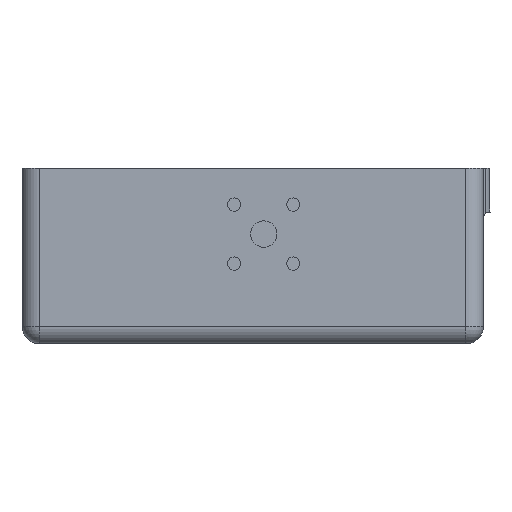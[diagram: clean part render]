
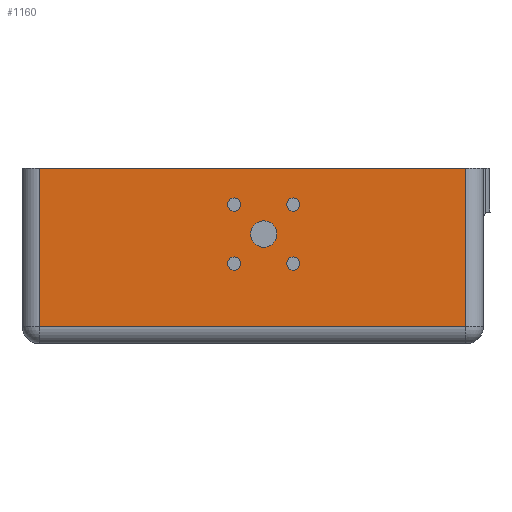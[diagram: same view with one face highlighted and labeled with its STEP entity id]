
A CAD part, left-side view. The second image highlights one B-rep face of the part: STEP entity #1160.
In plain terms, the highlighted planar face has unit normal (-1, 0, 0).
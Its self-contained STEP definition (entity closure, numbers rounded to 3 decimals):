
#239 = VERTEX_POINT('',#240);
#240 = CARTESIAN_POINT('',(-135.,51.,40.));
#247 = EDGE_CURVE('',#239,#248,#250,.T.);
#248 = VERTEX_POINT('',#249);
#249 = CARTESIAN_POINT('',(-135.,-46.,40.));
#250 = LINE('',#251,#252);
#251 = CARTESIAN_POINT('',(-135.,55.,40.));
#252 = VECTOR('',#253,1.);
#253 = DIRECTION('',(0.,-1.,0.));
#1086 = EDGE_CURVE('',#1087,#248,#1089,.T.);
#1087 = VERTEX_POINT('',#1088);
#1088 = CARTESIAN_POINT('',(-135.,-46.,4.));
#1089 = LINE('',#1090,#1091);
#1090 = CARTESIAN_POINT('',(-135.,-46.,0.));
#1091 = VECTOR('',#1092,1.);
#1092 = DIRECTION('',(0.,0.,1.));
#1160 = ADVANCED_FACE('',(#1161,#1179,#1190,#1201,#1212,#1223),#1234,.F.
  );
#1161 = FACE_BOUND('',#1162,.F.);
#1162 = EDGE_LOOP('',(#1163,#1164,#1165,#1173));
#1163 = ORIENTED_EDGE('',*,*,#247,.T.);
#1164 = ORIENTED_EDGE('',*,*,#1086,.F.);
#1165 = ORIENTED_EDGE('',*,*,#1166,.F.);
#1166 = EDGE_CURVE('',#1167,#1087,#1169,.T.);
#1167 = VERTEX_POINT('',#1168);
#1168 = CARTESIAN_POINT('',(-135.,51.,4.));
#1169 = LINE('',#1170,#1171);
#1170 = CARTESIAN_POINT('',(-135.,55.,4.));
#1171 = VECTOR('',#1172,1.);
#1172 = DIRECTION('',(0.,-1.,0.));
#1173 = ORIENTED_EDGE('',*,*,#1174,.T.);
#1174 = EDGE_CURVE('',#1167,#239,#1175,.T.);
#1175 = LINE('',#1176,#1177);
#1176 = CARTESIAN_POINT('',(-135.,51.,0.));
#1177 = VECTOR('',#1178,1.);
#1178 = DIRECTION('',(0.,0.,1.));
#1179 = FACE_BOUND('',#1180,.F.);
#1180 = EDGE_LOOP('',(#1181));
#1181 = ORIENTED_EDGE('',*,*,#1182,.T.);
#1182 = EDGE_CURVE('',#1183,#1183,#1185,.T.);
#1183 = VERTEX_POINT('',#1184);
#1184 = CARTESIAN_POINT('',(-135.,5.218,31.718));
#1185 = CIRCLE('',#1186,1.5);
#1186 = AXIS2_PLACEMENT_3D('',#1187,#1188,#1189);
#1187 = CARTESIAN_POINT('',(-135.,6.718,31.718));
#1188 = DIRECTION('',(-1.,0.,0.));
#1189 = DIRECTION('',(0.,-1.,0.));
#1190 = FACE_BOUND('',#1191,.F.);
#1191 = EDGE_LOOP('',(#1192));
#1192 = ORIENTED_EDGE('',*,*,#1193,.T.);
#1193 = EDGE_CURVE('',#1194,#1194,#1196,.T.);
#1194 = VERTEX_POINT('',#1195);
#1195 = CARTESIAN_POINT('',(-135.,-3.,25.));
#1196 = CIRCLE('',#1197,3.);
#1197 = AXIS2_PLACEMENT_3D('',#1198,#1199,#1200);
#1198 = CARTESIAN_POINT('',(-135.,0.,25.));
#1199 = DIRECTION('',(-1.,0.,0.));
#1200 = DIRECTION('',(0.,-1.,0.));
#1201 = FACE_BOUND('',#1202,.F.);
#1202 = EDGE_LOOP('',(#1203));
#1203 = ORIENTED_EDGE('',*,*,#1204,.T.);
#1204 = EDGE_CURVE('',#1205,#1205,#1207,.T.);
#1205 = VERTEX_POINT('',#1206);
#1206 = CARTESIAN_POINT('',(-135.,-8.218,31.718));
#1207 = CIRCLE('',#1208,1.5);
#1208 = AXIS2_PLACEMENT_3D('',#1209,#1210,#1211);
#1209 = CARTESIAN_POINT('',(-135.,-6.718,31.718));
#1210 = DIRECTION('',(-1.,0.,0.));
#1211 = DIRECTION('',(0.,-1.,0.));
#1212 = FACE_BOUND('',#1213,.F.);
#1213 = EDGE_LOOP('',(#1214));
#1214 = ORIENTED_EDGE('',*,*,#1215,.T.);
#1215 = EDGE_CURVE('',#1216,#1216,#1218,.T.);
#1216 = VERTEX_POINT('',#1217);
#1217 = CARTESIAN_POINT('',(-135.,5.218,18.282));
#1218 = CIRCLE('',#1219,1.5);
#1219 = AXIS2_PLACEMENT_3D('',#1220,#1221,#1222);
#1220 = CARTESIAN_POINT('',(-135.,6.718,18.282));
#1221 = DIRECTION('',(-1.,0.,0.));
#1222 = DIRECTION('',(0.,-1.,0.));
#1223 = FACE_BOUND('',#1224,.F.);
#1224 = EDGE_LOOP('',(#1225));
#1225 = ORIENTED_EDGE('',*,*,#1226,.T.);
#1226 = EDGE_CURVE('',#1227,#1227,#1229,.T.);
#1227 = VERTEX_POINT('',#1228);
#1228 = CARTESIAN_POINT('',(-135.,-8.218,18.282));
#1229 = CIRCLE('',#1230,1.5);
#1230 = AXIS2_PLACEMENT_3D('',#1231,#1232,#1233);
#1231 = CARTESIAN_POINT('',(-135.,-6.718,18.282));
#1232 = DIRECTION('',(-1.,0.,0.));
#1233 = DIRECTION('',(0.,-1.,0.));
#1234 = PLANE('',#1235);
#1235 = AXIS2_PLACEMENT_3D('',#1236,#1237,#1238);
#1236 = CARTESIAN_POINT('',(-135.,55.,0.));
#1237 = DIRECTION('',(1.,0.,0.));
#1238 = DIRECTION('',(0.,-1.,0.));
